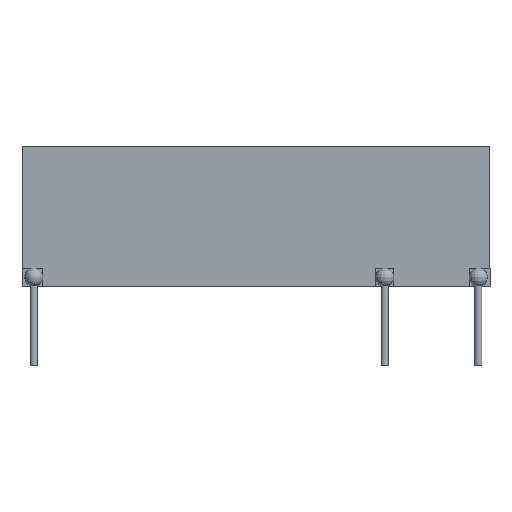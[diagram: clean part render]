
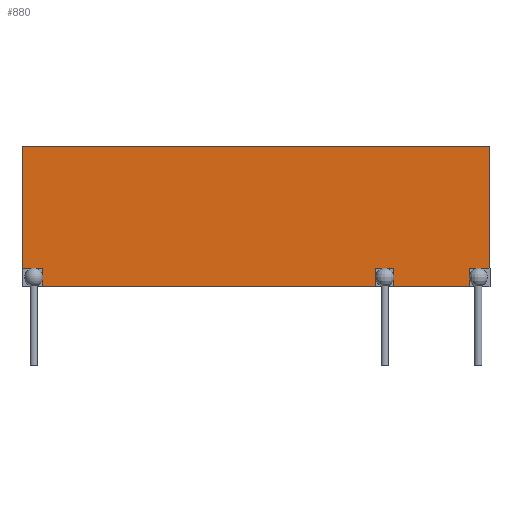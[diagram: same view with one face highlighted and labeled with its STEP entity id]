
A CAD part, front view. The second image highlights one B-rep face of the part: STEP entity #880.
In plain terms, the highlighted free-form (B-spline) face has degree [1, 1] with [2, 2] control points.
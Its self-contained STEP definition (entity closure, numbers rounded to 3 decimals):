
#841=CARTESIAN_POINT('',(25.4,1.0,20.24));
#842=CARTESIAN_POINT('',(25.4,1.0,5.0));
#843=CARTESIAN_POINT('',(-25.4,1.0,20.24));
#844=CARTESIAN_POINT('',(-25.4,1.0,5.0));
#845=B_SPLINE_SURFACE_WITH_KNOTS('',1,1,((#841,#843),(#842,#844)),.UNSPECIFIED.,.F.,.F.,.U.,(2,2),(2,2),(0.0,15.24),(0.0,50.8),.UNSPECIFIED.);
#846=CARTESIAN_POINT('',(25.4,1.0,20.24));
#847=VERTEX_POINT('',#846);
#848=CARTESIAN_POINT('',(25.4,1.0,5.0));
#849=VERTEX_POINT('',#848);
#850=CARTESIAN_POINT('',(25.4,1.0,20.24));
#851=DIRECTION('',(0.0,0.0,-1.0));
#852=VECTOR('',#851,15.24);
#853=LINE('',#850,#852);
#854=EDGE_CURVE('',#847,#849,#853,.T.);
#855=ORIENTED_EDGE('',*,*,#854,.F.);
#856=CARTESIAN_POINT('',(-25.4,1.0,20.24));
#857=VERTEX_POINT('',#856);
#858=CARTESIAN_POINT('',(25.4,1.0,20.24));
#859=DIRECTION('',(-1.0,0.0,0.0));
#860=VECTOR('',#859,50.8);
#861=LINE('',#858,#860);
#862=EDGE_CURVE('',#847,#857,#861,.T.);
#863=ORIENTED_EDGE('',*,*,#862,.T.);
#864=CARTESIAN_POINT('',(-25.4,1.0,5.0));
#865=VERTEX_POINT('',#864);
#866=CARTESIAN_POINT('',(-25.4,1.0,20.24));
#867=DIRECTION('',(0.0,0.0,-1.0));
#868=VECTOR('',#867,15.24);
#869=LINE('',#866,#868);
#870=EDGE_CURVE('',#857,#865,#869,.T.);
#871=ORIENTED_EDGE('',*,*,#870,.T.);
#872=CARTESIAN_POINT('',(-25.4,1.0,5.0));
#873=DIRECTION('',(1.0,0.0,0.0));
#874=VECTOR('',#873,50.8);
#875=LINE('',#872,#874);
#876=EDGE_CURVE('',#865,#849,#875,.T.);
#877=ORIENTED_EDGE('',*,*,#876,.T.);
#878=EDGE_LOOP('',(#855,#863,#871,#877));
#879=FACE_OUTER_BOUND('',#878,.T.);
#880=ADVANCED_FACE('',(#879),#845,.F.);
